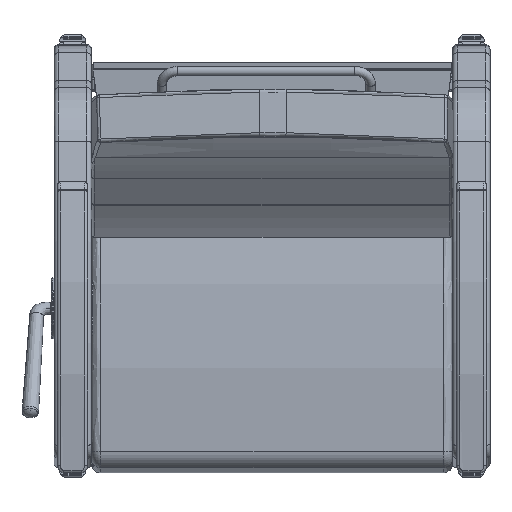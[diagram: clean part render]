
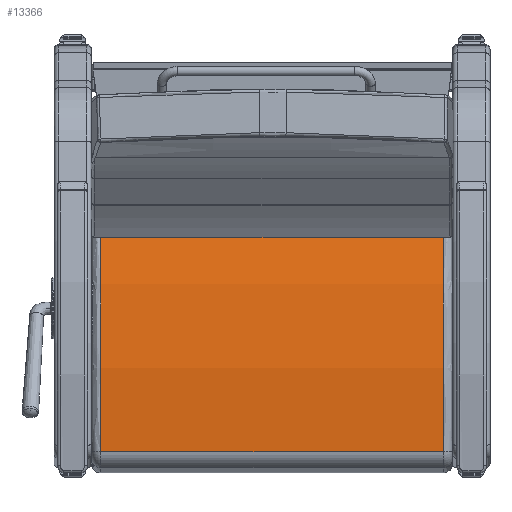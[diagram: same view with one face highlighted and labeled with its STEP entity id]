
A CAD part, front view. The second image highlights one B-rep face of the part: STEP entity #13366.
In plain terms, the highlighted free-form (B-spline) face has degree [1, 2] with [2, 3] control points.
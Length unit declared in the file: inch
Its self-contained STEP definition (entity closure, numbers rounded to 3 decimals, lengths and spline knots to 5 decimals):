
#30=(
BOUNDED_SURFACE()
B_SPLINE_SURFACE(1,2,((#22694,#22695,#22696),(#22697,#22698,#22699)),
 .UNSPECIFIED.,.F.,.F.,.F.)
B_SPLINE_SURFACE_WITH_KNOTS((2,2),(3,3),(-0.22896,0.22896),
(1.36178,1.69928),.UNSPECIFIED.)
GEOMETRIC_REPRESENTATION_ITEM()
RATIONAL_B_SPLINE_SURFACE(((1.,0.986,1.),(1.,0.986,
1.)))
REPRESENTATION_ITEM('')
SURFACE()
);
#1071=ELLIPSE('',#14723,60.05357,60.);
#1081=ELLIPSE('',#14751,60.05357,60.);
#1329=LINE('',#22692,#2165);
#1330=LINE('',#22701,#2166);
#2165=VECTOR('',#17033,0.3937);
#2166=VECTOR('',#17036,0.3937);
#3199=FACE_OUTER_BOUND('',#4101,.T.);
#4101=EDGE_LOOP('',(#9705,#9706,#9707,#9708));
#6025=VERTEX_POINT('',#22484);
#6026=VERTEX_POINT('',#22485);
#6051=VERTEX_POINT('',#22691);
#6052=VERTEX_POINT('',#22700);
#7375=EDGE_CURVE('',#6025,#6026,#1071,.T.);
#7413=EDGE_CURVE('',#6026,#6051,#1329,.T.);
#7415=EDGE_CURVE('',#6025,#6052,#1330,.T.);
#7416=EDGE_CURVE('',#6051,#6052,#1081,.T.);
#9705=ORIENTED_EDGE('',*,*,#7375,.F.);
#9706=ORIENTED_EDGE('',*,*,#7415,.T.);
#9707=ORIENTED_EDGE('',*,*,#7416,.F.);
#9708=ORIENTED_EDGE('',*,*,#7413,.F.);
#13366=ADVANCED_FACE('',(#3199),#30,.F.);
#14723=AXIS2_PLACEMENT_3D('',#22486,#16965,#16966);
#14751=AXIS2_PLACEMENT_3D('',#22702,#17037,#17038);
#16965=DIRECTION('center_axis',(0.,0.,-1.));
#16966=DIRECTION('ref_axis',(1.,0.,0.));
#17033=DIRECTION('',(0.,0.,1.));
#17036=DIRECTION('',(0.,0.,1.));
#17037=DIRECTION('center_axis',(0.,0.,1.));
#17038=DIRECTION('ref_axis',(1.,0.,0.));
#22484=CARTESIAN_POINT('',(-10.04459,1.25621,-13.75));
#22485=CARTESIAN_POINT('',(10.1114,0.44486,-13.75));
#22486=CARTESIAN_POINT('Origin',(-2.34979,-58.24922,-13.75));
#22691=CARTESIAN_POINT('',(10.1114,0.44486,13.75));
#22692=CARTESIAN_POINT('',(10.1114,0.44486,0.));
#22694=CARTESIAN_POINT('Ctrl Pts',(10.1114,0.44486,-13.75));
#22695=CARTESIAN_POINT('Ctrl Pts',(0.10258,2.56602,-13.75));
#22696=CARTESIAN_POINT('Ctrl Pts',(-10.04459,1.25621,-13.75));
#22697=CARTESIAN_POINT('Ctrl Pts',(10.1114,0.44486,13.75));
#22698=CARTESIAN_POINT('Ctrl Pts',(0.10258,2.56602,13.75));
#22699=CARTESIAN_POINT('Ctrl Pts',(-10.04459,1.25621,13.75));
#22700=CARTESIAN_POINT('',(-10.04459,1.25621,13.75));
#22701=CARTESIAN_POINT('',(-10.04459,1.25621,0.));
#22702=CARTESIAN_POINT('Origin',(-2.34979,-58.24922,13.75));
